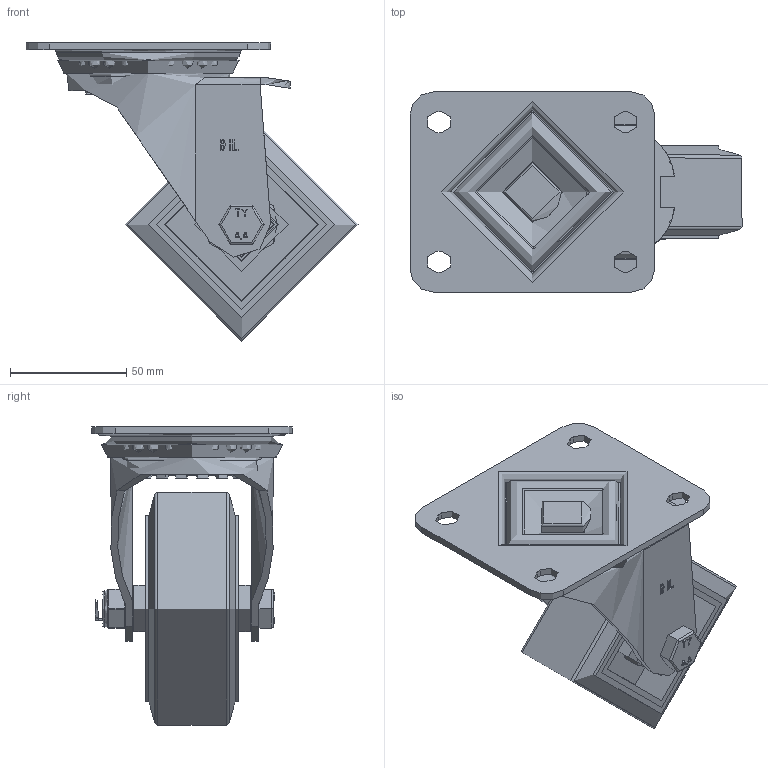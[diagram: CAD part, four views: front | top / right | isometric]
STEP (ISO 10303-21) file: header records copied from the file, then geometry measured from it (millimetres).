
FILE_DESCRIPTION(/* description */ (''),/* implementation_level */ '2;1');
FILE_NAME(/* name */ 'BZEH100ERBJ.step',/* time_stamp */ '2025-05-08T09:41:56+01:00',/* author */ (''),/* organization */ (''),/* preprocessor_version */ 'ST-DEVELOPER v20.1',/* originating_system */ 'Autodesk Translation Framework v14.4.0.0',/* authorisation */ '');
FILE_SCHEMA (('AUTOMOTIVE_DESIGN { 1 0 10303 214 3 1 1 }'));
Length unit declared in the file: millimetre
Products named in the file (34): BZEH100ERBJ; BZEH100AS - 2 v2; ZINC PLATED, PRESSED STEEL TOP PLATE; ZINC PLATED, PRESSED STEEL TOP PLATE Geometry; Pattern; Component2; BEARING SEAL; ZINC PLATED PRESSED STEEL FORKS; BZH100WERBJM15 v1; 65 SHORE A BLACK ELASTIC RUBBER; ALUMINIUM RIM; ALUMINIUM RIM Geometry; SPACER; BEARING6002; BALL BEARINGS; STEEL; BEARING6002 (1); BALL BEARINGS (1); Component3; STEEL (1); STEEL 1; STEEL 3; STEEL 2; RUBBER; TH15X5X10 - 3 v1; ZINC PLATED HEADED SPACER; TH15X5X10 - 3 v1 (1); ZINC PLATED HEADED SPACER (1); HEXBOLTM10X70Z8.8 v2; GRADE 8.8 THREADED ZINC PLATED BOLT; NYLOCM10Z v1; NYLOC NUT; RUBBER (1); NUT
Assembly tree (73 placements, depth 5):
  BZEH100ERBJ
    BZEH100AS - 2 v2
      ZINC PLATED, PRESSED STEEL TOP PLATE
        ZINC PLATED, PRESSED STEEL TOP PLATE Geometry
        Pattern
          Component2  x20
      BEARING SEAL
      ZINC PLATED PRESSED STEEL FORKS
    BZH100WERBJM15 v1
      65 SHORE A BLACK ELASTIC RUBBER
      ALUMINIUM RIM
        ALUMINIUM RIM Geometry
        SPACER
      BEARING6002
        BALL BEARINGS
          Component3  x9
        STEEL
          STEEL 1
          STEEL 3
          STEEL 2
        RUBBER
      BEARING6002 (1)
        BALL BEARINGS (1)
          Component3  x9
        STEEL (1)
          STEEL 1
          STEEL 3
          STEEL 2
        RUBBER
    TH15X5X10 - 3 v1
      ZINC PLATED HEADED SPACER
    TH15X5X10 - 3 v1 (1)
      ZINC PLATED HEADED SPACER (1)
    HEXBOLTM10X70Z8.8 v2
      GRADE 8.8 THREADED ZINC PLATED BOLT
    NYLOCM10Z v1
      NYLOC NUT
        RUBBER (1)
        NUT
Bounding box: 142.5 x 86 x 128 mm (x, y, z)
Volume: 318715.1 mm3; surface area: 141609.4 mm2
Topology: 59 solids, 59 shells, 1218 faces, 3089 edges, 2013 vertices
Faces by surface type: plane 563, bspline 320, cylinder 192, sphere 86, torus 38, cone 19
Full cylindrical faces by diameter (mm): 8.141 x18, 9.85 x19, 10 x3, 10.2 x2, 10.5 x2, 12 x2, 14.75 x2, 15 x3, 16 x2, 18 x2, 20 x8, 21 x5, 21.6 x4, 25 x2, 27.4 x4, 28 x4, 28.4 x6, 30 x1, 32 x4, 40 x2, 54 x1, 64 x1, 70 x1, 73 x2, 80 x2, 100 x1
Entity records: 35847 total; most frequent: CARTESIAN_POINT 15753, ORIENTED_EDGE 4170, DIRECTION 3601, EDGE_CURVE 2085, VERTEX_POINT 1349, AXIS2_PLACEMENT_3D 1311, LINE 979, VECTOR 979
